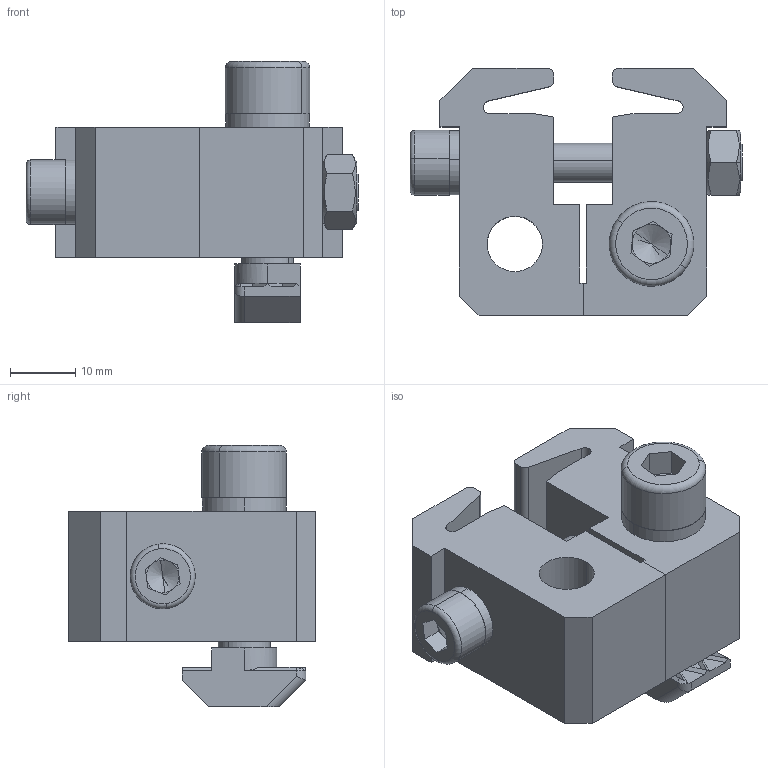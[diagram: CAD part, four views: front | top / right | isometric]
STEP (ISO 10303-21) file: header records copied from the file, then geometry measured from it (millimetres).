
FILE_DESCRIPTION (( 'STEP AP203' ), '1' );
FILE_NAME ('SPS.CL40.B.STEP', '2014-05-20T05:52:51', ( 'USER' ), ( 'Microsoft' ), 'SwSTEP 2.0', 'SolidWorks 2012', '' );
FILE_SCHEMA (( 'CONFIG_CONTROL_DESIGN' ));
Length unit declared in the file: millimetre
Products named in the file (8): SPS.CL40.B; hex nuts, style 1-grades ab gb_GB_FASTENER_NUT_SNAB1 M6-C; hexagon socket head cap screws gb_GB_FASTENER_SCREWS_HSHCS M6X45-C; spring lock washers--normal type gb_GB_FASTENER_WASHER_SW 6; 2.21.10.M8; hexagon socket head cap screws gb_GB_FASTENER_SCREWS_HSHCS M8X30-C; spring lock washers--normal type gb_GB_FASTENER_WASHER_SW 8; SPS-CL40-B-1
Assembly tree (8 placements, depth 2):
  SPS.CL40.B
    SPS-CL40-B-1  x2
    spring lock washers--normal type gb_GB_FASTENER_WASHER_SW 8
    hexagon socket head cap screws gb_GB_FASTENER_SCREWS_HSHCS M8X30-C
    2.21.10.M8
    spring lock washers--normal type gb_GB_FASTENER_WASHER_SW 6
    hexagon socket head cap screws gb_GB_FASTENER_SCREWS_HSHCS M6X45-C
    hex nuts, style 1-grades ab gb_GB_FASTENER_NUT_SNAB1 M6-C
Bounding box: 51 x 38 x 40.1 mm (x, y, z)
Volume: 26272.5 mm3; surface area: 13335.5 mm2
Topology: 8 solids, 8 shells, 192 faces, 472 edges, 296 vertices
Faces by surface type: plane 126, cylinder 44, cone 18, torus 4
Entity records: 5767 total; most frequent: CARTESIAN_POINT 1015, DIRECTION 825, ORIENTED_EDGE 798, EDGE_CURVE 399, AXIS2_PLACEMENT_3D 286, LINE 253, VECTOR 253, VERTEX_POINT 250
